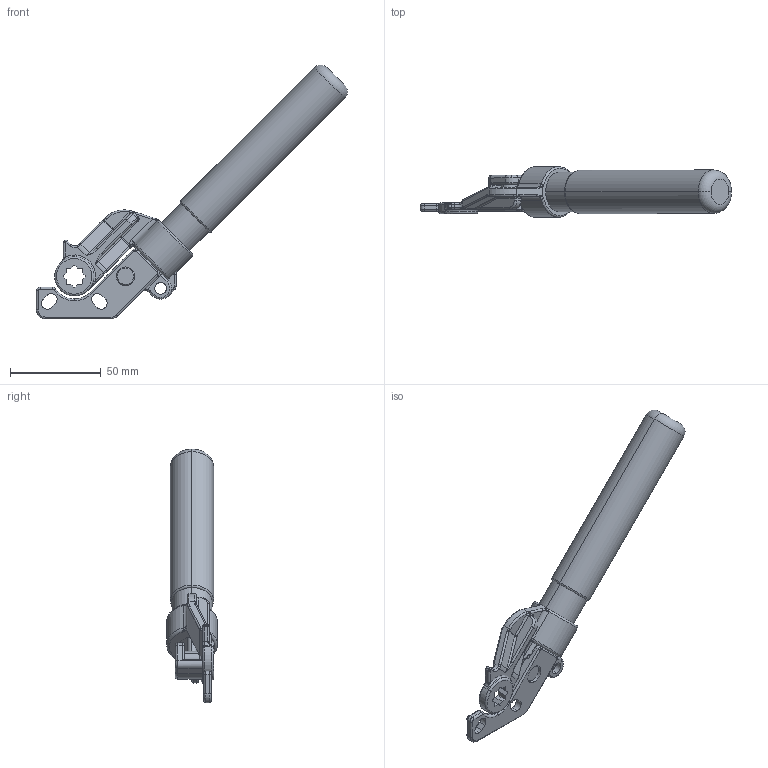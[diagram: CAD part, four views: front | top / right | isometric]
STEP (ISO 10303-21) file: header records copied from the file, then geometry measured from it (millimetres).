
FILE_DESCRIPTION (( 'STEP AP214' ), '1' );
FILE_NAME ('SH01-10-G01.STEP', '2023-04-10T01:22:50', ( '' ), ( '' ), 'SwSTEP 2.0', 'SolidWorks 2012', '' );
FILE_SCHEMA (( 'AUTOMOTIVE_DESIGN' ));
Length unit declared in the file: millimetre
Products named in the file (1): SH01-10-G01
Bounding box: 171.69 x 27.97 x 140.06 mm (x, y, z)
Volume: 82936.6 mm3; surface area: 21625.3 mm2
Topology: 1 solids, 1 shells, 374 faces, 911 edges, 519 vertices
Faces by surface type: cylinder 137, torus 86, plane 82, bspline 62, cone 4, sphere 3
Entity records: 16876 total; most frequent: CARTESIAN_POINT 4328, DIRECTION 1800, ORIENTED_EDGE 1776, EDGE_CURVE 888, AXIS2_PLACEMENT_3D 731, VERTEX_POINT 519, CIRCLE 418, EDGE_LOOP 391
